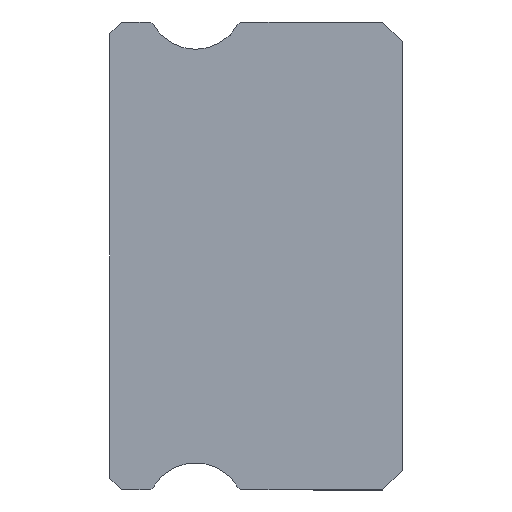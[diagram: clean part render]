
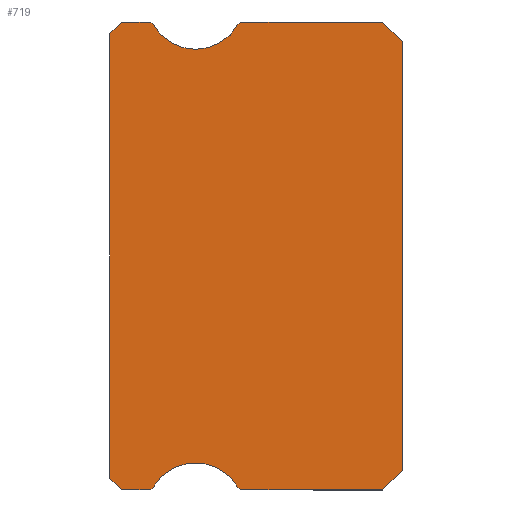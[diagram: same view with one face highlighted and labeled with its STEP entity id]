
A CAD part, left-side view. The second image highlights one B-rep face of the part: STEP entity #719.
In plain terms, the highlighted planar face has unit normal (-1, 0, 0).
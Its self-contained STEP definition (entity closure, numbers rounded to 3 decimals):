
#73 = VECTOR ( 'NONE', #6390, 1000. ) ;
#95 = CARTESIAN_POINT ( 'NONE',  ( -12.5, 5.3, 5.3 ) ) ;
#190 = VECTOR ( 'NONE', #470, 1000. ) ;
#265 = EDGE_CURVE ( 'NONE', #2100, #819, #658, .T. ) ;
#315 = DIRECTION ( 'NONE',  ( 0., 0., -1. ) ) ;
#345 = CARTESIAN_POINT ( 'NONE',  ( -12.5, 6.383, 5.925 ) ) ;
#411 = PLANE ( 'NONE',  #1080 ) ;
#414 = AXIS2_PLACEMENT_3D ( 'NONE', #1919, #6130, #5982 ) ;
#424 = ORIENTED_EDGE ( 'NONE', *, *, #4916, .F. ) ;
#427 = VERTEX_POINT ( 'NONE', #4480 ) ;
#456 = VERTEX_POINT ( 'NONE', #3940 ) ;
#470 = DIRECTION ( 'NONE',  ( 0., 0.707, -0.707 ) ) ;
#499 = DIRECTION ( 'NONE',  ( 0., 0., 1. ) ) ;
#505 = VECTOR ( 'NONE', #4411, 1000. ) ;
#642 = CARTESIAN_POINT ( 'NONE',  ( -12.5, 4.217, 5.925 ) ) ;
#658 = CIRCLE ( 'NONE', #5819, 1.25 ) ;
#711 = ORIENTED_EDGE ( 'NONE', *, *, #1386, .T. ) ;
#719 = ADVANCED_FACE ( 'NONE', ( #982 ), #411, .F. ) ;
#760 = CARTESIAN_POINT ( 'NONE',  ( -12.5, 5.3, 6.55 ) ) ;
#786 = DIRECTION ( 'NONE',  ( 0., 0.707, -0.707 ) ) ;
#819 = VERTEX_POINT ( 'NONE', #642 ) ;
#926 = DIRECTION ( 'NONE',  ( 1., 0., 0. ) ) ;
#959 = CARTESIAN_POINT ( 'NONE',  ( -12.5, 7.5, -5.7 ) ) ;
#982 = FACE_OUTER_BOUND ( 'NONE', #1325, .T. ) ;
#983 = LINE ( 'NONE', #2060, #3982 ) ;
#1000 = VERTEX_POINT ( 'NONE', #2266 ) ;
#1080 = AXIS2_PLACEMENT_3D ( 'NONE', #6416, #3897, #3963 ) ;
#1089 = CARTESIAN_POINT ( 'NONE',  ( -12.5, 6.512, 5.85 ) ) ;
#1207 = EDGE_CURVE ( 'NONE', #4253, #2161, #4797, .T. ) ;
#1227 = CARTESIAN_POINT ( 'NONE',  ( -12.5, 6.512, 6. ) ) ;
#1234 = EDGE_CURVE ( 'NONE', #1662, #3738, #6372, .T. ) ;
#1268 = EDGE_CURVE ( 'NONE', #4762, #3480, #2575, .T. ) ;
#1325 = EDGE_LOOP ( 'NONE', ( #711, #4434, #2564, #5287, #4056, #2396, #2091, #2643, #1864, #4227, #4292, #4579, #424, #4303, #6207, #6153, #2493 ) ) ;
#1327 = AXIS2_PLACEMENT_3D ( 'NONE', #2420, #1819, #3819 ) ;
#1367 = CARTESIAN_POINT ( 'NONE',  ( -12.5, 6.512, -6. ) ) ;
#1386 = EDGE_CURVE ( 'NONE', #456, #3480, #6397, .T. ) ;
#1411 = CARTESIAN_POINT ( 'NONE',  ( -12.5, 0., -5.5 ) ) ;
#1429 = CARTESIAN_POINT ( 'NONE',  ( -12.5, 6.383, -5.925 ) ) ;
#1476 = VECTOR ( 'NONE', #5913, 1000. ) ;
#1512 = LINE ( 'NONE', #3514, #5844 ) ;
#1629 = CARTESIAN_POINT ( 'NONE',  ( -12.5, 4.088, 6. ) ) ;
#1641 = VECTOR ( 'NONE', #786, 1000. ) ;
#1662 = VERTEX_POINT ( 'NONE', #3633 ) ;
#1750 = CARTESIAN_POINT ( 'NONE',  ( -12.5, 4.217, -5.925 ) ) ;
#1782 = CARTESIAN_POINT ( 'NONE',  ( -12.5, 7.5, 5.7 ) ) ;
#1784 = DIRECTION ( 'NONE',  ( -1., 0., 0. ) ) ;
#1797 = VERTEX_POINT ( 'NONE', #1227 ) ;
#1807 = CARTESIAN_POINT ( 'NONE',  ( -12.5, 0., 5.5 ) ) ;
#1819 = DIRECTION ( 'NONE',  ( 1., 0., 0. ) ) ;
#1864 = ORIENTED_EDGE ( 'NONE', *, *, #3468, .F. ) ;
#1880 = CARTESIAN_POINT ( 'NONE',  ( -12.5, 6.512, 6. ) ) ;
#1887 = CIRCLE ( 'NONE', #5465, 0.15 ) ;
#1919 = CARTESIAN_POINT ( 'NONE',  ( -12.5, 5.3, -6.55 ) ) ;
#1959 = VECTOR ( 'NONE', #3371, 1000. ) ;
#1971 = EDGE_CURVE ( 'NONE', #1797, #5927, #3328, .T. ) ;
#1989 = AXIS2_PLACEMENT_3D ( 'NONE', #5530, #4037, #5562 ) ;
#1997 = CARTESIAN_POINT ( 'NONE',  ( -12.5, 7.5, 5.7 ) ) ;
#2030 = DIRECTION ( 'NONE',  ( 0., 1., 0. ) ) ;
#2060 = CARTESIAN_POINT ( 'NONE',  ( -12.5, 0.5, 6. ) ) ;
#2083 = DIRECTION ( 'NONE',  ( 0., 0., -1. ) ) ;
#2091 = ORIENTED_EDGE ( 'NONE', *, *, #1207, .F. ) ;
#2100 = VERTEX_POINT ( 'NONE', #95 ) ;
#2161 = VERTEX_POINT ( 'NONE', #1750 ) ;
#2213 = EDGE_CURVE ( 'NONE', #5927, #2100, #6291, .T. ) ;
#2266 = CARTESIAN_POINT ( 'NONE',  ( -12.5, 0., -5.5 ) ) ;
#2292 = CIRCLE ( 'NONE', #1989, 0.15 ) ;
#2299 = VERTEX_POINT ( 'NONE', #5870 ) ;
#2364 = CARTESIAN_POINT ( 'NONE',  ( -12.5, 7.2, 6. ) ) ;
#2396 = ORIENTED_EDGE ( 'NONE', *, *, #3816, .F. ) ;
#2420 = CARTESIAN_POINT ( 'NONE',  ( -12.5, 4.088, -5.85 ) ) ;
#2493 = ORIENTED_EDGE ( 'NONE', *, *, #4877, .T. ) ;
#2564 = ORIENTED_EDGE ( 'NONE', *, *, #4795, .T. ) ;
#2575 = LINE ( 'NONE', #6019, #4590 ) ;
#2597 = AXIS2_PLACEMENT_3D ( 'NONE', #1089, #4991, #2083 ) ;
#2643 = ORIENTED_EDGE ( 'NONE', *, *, #2800, .F. ) ;
#2649 = VERTEX_POINT ( 'NONE', #1429 ) ;
#2772 = EDGE_CURVE ( 'NONE', #1000, #3374, #3448, .T. ) ;
#2795 = DIRECTION ( 'NONE',  ( 0., 0., -1. ) ) ;
#2800 = EDGE_CURVE ( 'NONE', #2299, #4253, #1512, .T. ) ;
#2831 = CARTESIAN_POINT ( 'NONE',  ( -12.5, 6.512, -5.85 ) ) ;
#2857 = LINE ( 'NONE', #3316, #505 ) ;
#2887 = VECTOR ( 'NONE', #3896, 1000. ) ;
#2968 = DIRECTION ( 'NONE',  ( 0., 0., -1. ) ) ;
#2988 = DIRECTION ( 'NONE',  ( 0., -0.707, -0.707 ) ) ;
#3236 = CARTESIAN_POINT ( 'NONE',  ( -12.5, 6.512, -6. ) ) ;
#3316 = CARTESIAN_POINT ( 'NONE',  ( -12.5, 7.2, -6. ) ) ;
#3328 = CIRCLE ( 'NONE', #2597, 0.15 ) ;
#3371 = DIRECTION ( 'NONE',  ( 0., -1., 0. ) ) ;
#3374 = VERTEX_POINT ( 'NONE', #1807 ) ;
#3444 = AXIS2_PLACEMENT_3D ( 'NONE', #760, #1784, #2795 ) ;
#3448 = LINE ( 'NONE', #5453, #2887 ) ;
#3468 = EDGE_CURVE ( 'NONE', #1000, #2299, #5925, .T. ) ;
#3480 = VERTEX_POINT ( 'NONE', #1997 ) ;
#3514 = CARTESIAN_POINT ( 'NONE',  ( -12.5, 6.512, -6. ) ) ;
#3633 = CARTESIAN_POINT ( 'NONE',  ( -12.5, 7.2, -6. ) ) ;
#3738 = VERTEX_POINT ( 'NONE', #3236 ) ;
#3806 = CARTESIAN_POINT ( 'NONE',  ( -12.5, 5.3, 6.55 ) ) ;
#3816 = EDGE_CURVE ( 'NONE', #2161, #2649, #6212, .T. ) ;
#3819 = DIRECTION ( 'NONE',  ( 0., 0., -1. ) ) ;
#3870 = DIRECTION ( 'NONE',  ( -1., 0., 0. ) ) ;
#3883 = LINE ( 'NONE', #1880, #1476 ) ;
#3896 = DIRECTION ( 'NONE',  ( 0., 0., 1. ) ) ;
#3897 = DIRECTION ( 'NONE',  ( 1., 0., 0. ) ) ;
#3940 = CARTESIAN_POINT ( 'NONE',  ( -12.5, 7.2, 6. ) ) ;
#3963 = DIRECTION ( 'NONE',  ( 0., 0., -1. ) ) ;
#3982 = VECTOR ( 'NONE', #2988, 1000. ) ;
#4037 = DIRECTION ( 'NONE',  ( 1., 0., 0. ) ) ;
#4056 = ORIENTED_EDGE ( 'NONE', *, *, #5564, .F. ) ;
#4227 = ORIENTED_EDGE ( 'NONE', *, *, #2772, .T. ) ;
#4253 = VERTEX_POINT ( 'NONE', #6516 ) ;
#4292 = ORIENTED_EDGE ( 'NONE', *, *, #5265, .F. ) ;
#4303 = ORIENTED_EDGE ( 'NONE', *, *, #265, .F. ) ;
#4411 = DIRECTION ( 'NONE',  ( 0., -0.707, -0.707 ) ) ;
#4434 = ORIENTED_EDGE ( 'NONE', *, *, #1268, .F. ) ;
#4480 = CARTESIAN_POINT ( 'NONE',  ( -12.5, 0.5, 6. ) ) ;
#4492 = VERTEX_POINT ( 'NONE', #1629 ) ;
#4579 = ORIENTED_EDGE ( 'NONE', *, *, #5542, .F. ) ;
#4590 = VECTOR ( 'NONE', #499, 1000. ) ;
#4762 = VERTEX_POINT ( 'NONE', #959 ) ;
#4795 = EDGE_CURVE ( 'NONE', #4762, #1662, #2857, .T. ) ;
#4797 = CIRCLE ( 'NONE', #1327, 0.15 ) ;
#4877 = EDGE_CURVE ( 'NONE', #1797, #456, #5466, .T. ) ;
#4916 = EDGE_CURVE ( 'NONE', #819, #4492, #2292, .T. ) ;
#4991 = DIRECTION ( 'NONE',  ( 1., 0., 0. ) ) ;
#5265 = EDGE_CURVE ( 'NONE', #427, #3374, #983, .T. ) ;
#5287 = ORIENTED_EDGE ( 'NONE', *, *, #1234, .T. ) ;
#5453 = CARTESIAN_POINT ( 'NONE',  ( -12.5, 0., 5.5 ) ) ;
#5465 = AXIS2_PLACEMENT_3D ( 'NONE', #2831, #926, #2968 ) ;
#5466 = LINE ( 'NONE', #2364, #73 ) ;
#5530 = CARTESIAN_POINT ( 'NONE',  ( -12.5, 4.088, 5.85 ) ) ;
#5542 = EDGE_CURVE ( 'NONE', #4492, #427, #3883, .T. ) ;
#5562 = DIRECTION ( 'NONE',  ( 0., 0., -1. ) ) ;
#5564 = EDGE_CURVE ( 'NONE', #2649, #3738, #1887, .T. ) ;
#5819 = AXIS2_PLACEMENT_3D ( 'NONE', #3806, #3870, #315 ) ;
#5844 = VECTOR ( 'NONE', #2030, 1000. ) ;
#5870 = CARTESIAN_POINT ( 'NONE',  ( -12.5, 0.5, -6. ) ) ;
#5913 = DIRECTION ( 'NONE',  ( 0., -1., 0. ) ) ;
#5925 = LINE ( 'NONE', #1411, #190 ) ;
#5927 = VERTEX_POINT ( 'NONE', #345 ) ;
#5982 = DIRECTION ( 'NONE',  ( 0., 0., -1. ) ) ;
#6019 = CARTESIAN_POINT ( 'NONE',  ( -12.5, 7.5, 5.85 ) ) ;
#6130 = DIRECTION ( 'NONE',  ( -1., 0., 0. ) ) ;
#6153 = ORIENTED_EDGE ( 'NONE', *, *, #1971, .F. ) ;
#6207 = ORIENTED_EDGE ( 'NONE', *, *, #2213, .F. ) ;
#6212 = CIRCLE ( 'NONE', #414, 1.25 ) ;
#6291 = CIRCLE ( 'NONE', #3444, 1.25 ) ;
#6372 = LINE ( 'NONE', #1367, #1959 ) ;
#6390 = DIRECTION ( 'NONE',  ( 0., 1., 0. ) ) ;
#6397 = LINE ( 'NONE', #1782, #1641 ) ;
#6416 = CARTESIAN_POINT ( 'NONE',  ( -12.5, 6.512, 5.85 ) ) ;
#6516 = CARTESIAN_POINT ( 'NONE',  ( -12.5, 4.088, -6. ) ) ;
